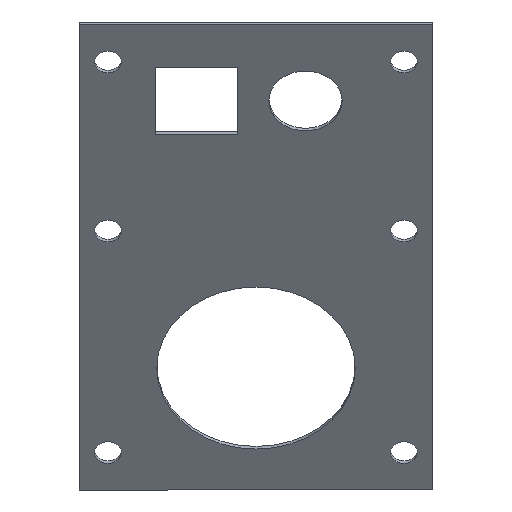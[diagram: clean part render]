
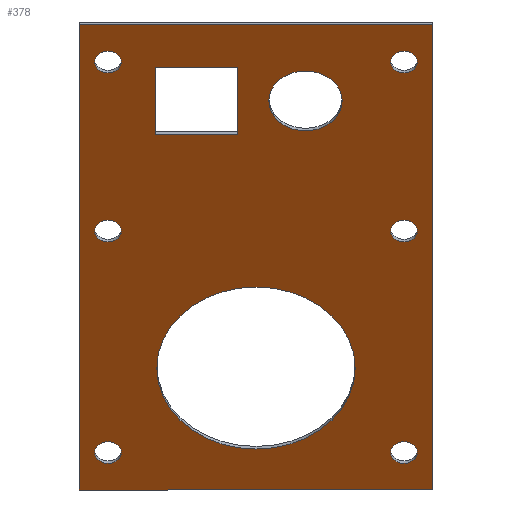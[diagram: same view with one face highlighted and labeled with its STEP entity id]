
A CAD part, isometric view. The second image highlights one B-rep face of the part: STEP entity #378.
In plain terms, the highlighted planar face has unit normal (-0.707, -0.707, 0).
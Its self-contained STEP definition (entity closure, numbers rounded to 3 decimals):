
#24=FACE_BOUND('',#88,.T.);
#25=FACE_BOUND('',#89,.T.);
#26=FACE_BOUND('',#90,.T.);
#27=FACE_BOUND('',#91,.T.);
#28=FACE_BOUND('',#92,.T.);
#29=FACE_BOUND('',#93,.T.);
#30=FACE_BOUND('',#94,.T.);
#31=FACE_BOUND('',#95,.T.);
#32=FACE_BOUND('',#96,.T.);
#42=PLANE('',#414);
#60=FACE_OUTER_BOUND('',#87,.T.);
#87=EDGE_LOOP('',(#337,#338,#339,#340));
#88=EDGE_LOOP('',(#341));
#89=EDGE_LOOP('',(#342));
#90=EDGE_LOOP('',(#343));
#91=EDGE_LOOP('',(#344));
#92=EDGE_LOOP('',(#345));
#93=EDGE_LOOP('',(#346));
#94=EDGE_LOOP('',(#347));
#95=EDGE_LOOP('',(#348,#349,#350,#351));
#96=EDGE_LOOP('',(#352));
#112=LINE('',#579,#144);
#115=LINE('',#584,#147);
#117=LINE('',#589,#149);
#120=LINE('',#594,#152);
#123=LINE('',#602,#155);
#124=LINE('',#604,#156);
#127=LINE('',#612,#159);
#128=LINE('',#614,#160);
#144=VECTOR('',#476,10.);
#147=VECTOR('',#481,10.);
#149=VECTOR('',#485,10.);
#152=VECTOR('',#490,10.);
#155=VECTOR('',#499,10.);
#156=VECTOR('',#502,10.);
#159=VECTOR('',#511,10.);
#160=VECTOR('',#514,10.);
#162=CIRCLE('',#383,1.45);
#164=CIRCLE('',#386,1.45);
#166=CIRCLE('',#389,1.45);
#168=CIRCLE('',#392,1.45);
#170=CIRCLE('',#395,1.45);
#172=CIRCLE('',#398,1.45);
#175=CIRCLE('',#407,4.);
#176=CIRCLE('',#411,10.828);
#178=VERTEX_POINT('',#521);
#180=VERTEX_POINT('',#527);
#182=VERTEX_POINT('',#533);
#184=VERTEX_POINT('',#539);
#186=VERTEX_POINT('',#545);
#188=VERTEX_POINT('',#551);
#199=VERTEX_POINT('',#576);
#200=VERTEX_POINT('',#578);
#201=VERTEX_POINT('',#582);
#202=VERTEX_POINT('',#586);
#203=VERTEX_POINT('',#588);
#204=VERTEX_POINT('',#592);
#205=VERTEX_POINT('',#596);
#206=VERTEX_POINT('',#600);
#207=VERTEX_POINT('',#606);
#208=VERTEX_POINT('',#610);
#211=EDGE_CURVE('',#178,#178,#162,.T.);
#214=EDGE_CURVE('',#180,#180,#164,.T.);
#217=EDGE_CURVE('',#182,#182,#166,.T.);
#220=EDGE_CURVE('',#184,#184,#168,.T.);
#223=EDGE_CURVE('',#186,#186,#170,.T.);
#226=EDGE_CURVE('',#188,#188,#172,.T.);
#238=EDGE_CURVE('',#200,#199,#112,.T.);
#241=EDGE_CURVE('',#199,#201,#115,.T.);
#243=EDGE_CURVE('',#202,#203,#117,.T.);
#246=EDGE_CURVE('',#204,#202,#120,.T.);
#247=EDGE_CURVE('',#205,#205,#175,.T.);
#250=EDGE_CURVE('',#201,#206,#123,.T.);
#251=EDGE_CURVE('',#206,#200,#124,.T.);
#252=EDGE_CURVE('',#207,#207,#176,.T.);
#255=EDGE_CURVE('',#208,#204,#127,.T.);
#256=EDGE_CURVE('',#203,#208,#128,.T.);
#337=ORIENTED_EDGE('',*,*,#246,.F.);
#338=ORIENTED_EDGE('',*,*,#255,.F.);
#339=ORIENTED_EDGE('',*,*,#256,.F.);
#340=ORIENTED_EDGE('',*,*,#243,.F.);
#341=ORIENTED_EDGE('',*,*,#211,.T.);
#342=ORIENTED_EDGE('',*,*,#214,.T.);
#343=ORIENTED_EDGE('',*,*,#217,.T.);
#344=ORIENTED_EDGE('',*,*,#220,.T.);
#345=ORIENTED_EDGE('',*,*,#223,.T.);
#346=ORIENTED_EDGE('',*,*,#226,.T.);
#347=ORIENTED_EDGE('',*,*,#247,.T.);
#348=ORIENTED_EDGE('',*,*,#250,.T.);
#349=ORIENTED_EDGE('',*,*,#251,.T.);
#350=ORIENTED_EDGE('',*,*,#238,.T.);
#351=ORIENTED_EDGE('',*,*,#241,.T.);
#352=ORIENTED_EDGE('',*,*,#252,.T.);
#378=ADVANCED_FACE('',(#60,#24,#25,#26,#27,#28,#29,#30,#31,#32),#42,.F.);
#383=AXIS2_PLACEMENT_3D('',#523,#422,#423);
#386=AXIS2_PLACEMENT_3D('',#529,#429,#430);
#389=AXIS2_PLACEMENT_3D('',#535,#436,#437);
#392=AXIS2_PLACEMENT_3D('',#541,#443,#444);
#395=AXIS2_PLACEMENT_3D('',#547,#450,#451);
#398=AXIS2_PLACEMENT_3D('',#553,#457,#458);
#407=AXIS2_PLACEMENT_3D('',#597,#493,#494);
#411=AXIS2_PLACEMENT_3D('',#607,#505,#506);
#414=AXIS2_PLACEMENT_3D('',#615,#515,#516);
#422=DIRECTION('center_axis',(0.707,0.707,0.));
#423=DIRECTION('ref_axis',(0.,0.,1.));
#429=DIRECTION('center_axis',(0.707,0.707,0.));
#430=DIRECTION('ref_axis',(0.,0.,1.));
#436=DIRECTION('center_axis',(0.707,0.707,0.));
#437=DIRECTION('ref_axis',(0.,0.,1.));
#443=DIRECTION('center_axis',(0.707,0.707,0.));
#444=DIRECTION('ref_axis',(0.,0.,1.));
#450=DIRECTION('center_axis',(0.707,0.707,0.));
#451=DIRECTION('ref_axis',(0.,0.,1.));
#457=DIRECTION('center_axis',(0.707,0.707,0.));
#458=DIRECTION('ref_axis',(0.,0.,1.));
#476=DIRECTION('',(-0.707,0.707,0.));
#481=DIRECTION('',(0.,0.,1.));
#485=DIRECTION('',(-0.707,0.707,0.));
#490=DIRECTION('',(0.,0.,-1.));
#493=DIRECTION('center_axis',(0.707,0.707,0.));
#494=DIRECTION('ref_axis',(-0.707,0.707,0.));
#499=DIRECTION('',(0.707,-0.707,0.));
#502=DIRECTION('',(0.,0.,-1.));
#505=DIRECTION('center_axis',(0.707,0.707,0.));
#506=DIRECTION('ref_axis',(-0.707,0.707,0.));
#511=DIRECTION('',(0.707,-0.707,0.));
#514=DIRECTION('',(0.,0.,1.));
#515=DIRECTION('center_axis',(0.707,0.707,0.));
#516=DIRECTION('ref_axis',(-0.707,0.707,0.));
#521=CARTESIAN_POINT('',(-2.227,-25.067,33.15));
#523=CARTESIAN_POINT('Origin',(-2.227,-25.067,34.6));
#527=CARTESIAN_POINT('',(-25.067,-2.227,33.15));
#529=CARTESIAN_POINT('Origin',(-25.067,-2.227,34.6));
#533=CARTESIAN_POINT('',(-25.067,-2.227,55.75));
#535=CARTESIAN_POINT('Origin',(-25.067,-2.227,57.2));
#539=CARTESIAN_POINT('',(-2.227,-25.067,55.75));
#541=CARTESIAN_POINT('Origin',(-2.227,-25.067,57.2));
#545=CARTESIAN_POINT('',(-25.067,-2.227,3.55));
#547=CARTESIAN_POINT('Origin',(-25.067,-2.227,5.));
#551=CARTESIAN_POINT('',(-2.227,-25.067,3.55));
#553=CARTESIAN_POINT('Origin',(-2.227,-25.067,5.));
#576=CARTESIAN_POINT('',(-21.425,-5.869,47.5));
#578=CARTESIAN_POINT('',(-15.061,-12.233,47.5));
#579=CARTESIAN_POINT('',(-14.354,-12.94,47.5));
#582=CARTESIAN_POINT('',(-21.425,-5.869,56.5));
#584=CARTESIAN_POINT('',(-21.425,-5.869,39.3));
#586=CARTESIAN_POINT('',(0.,-27.294,0.));
#588=CARTESIAN_POINT('',(-27.294,0.,0.));
#589=CARTESIAN_POINT('',(0.,-27.294,0.));
#592=CARTESIAN_POINT('',(0.,-27.294,62.2));
#594=CARTESIAN_POINT('',(0.,-27.294,62.2));
#596=CARTESIAN_POINT('',(-7.,-20.294,52.));
#597=CARTESIAN_POINT('Origin',(-9.829,-17.466,52.));
#600=CARTESIAN_POINT('',(-15.061,-12.233,56.5));
#602=CARTESIAN_POINT('',(-17.536,-9.758,56.5));
#604=CARTESIAN_POINT('',(-15.061,-12.233,43.8));
#606=CARTESIAN_POINT('',(-5.991,-21.304,16.3));
#607=CARTESIAN_POINT('Origin',(-13.647,-13.647,16.3));
#610=CARTESIAN_POINT('',(-27.294,0.,62.2));
#612=CARTESIAN_POINT('',(-27.294,0.,62.2));
#614=CARTESIAN_POINT('',(-27.294,0.,0.));
#615=CARTESIAN_POINT('Origin',(-13.647,-13.647,31.1));
